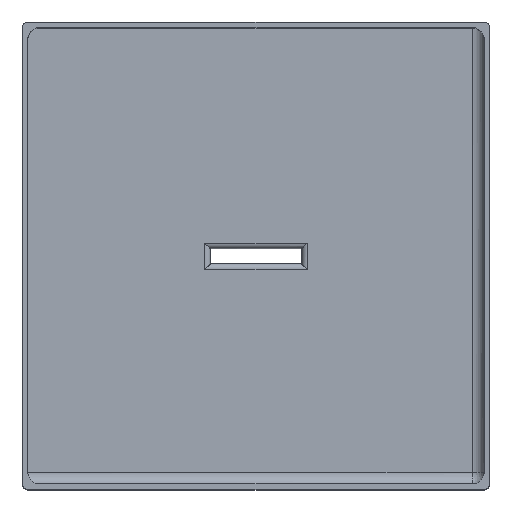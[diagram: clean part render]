
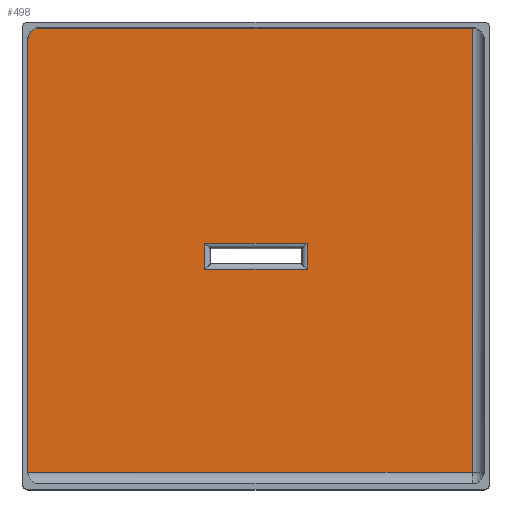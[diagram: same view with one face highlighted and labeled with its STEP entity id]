
A CAD part, top view. The second image highlights one B-rep face of the part: STEP entity #498.
In plain terms, the highlighted planar face has unit normal (0, 0, 1).
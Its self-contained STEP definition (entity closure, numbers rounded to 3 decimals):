
#16=FACE_BOUND('',#85,.T.);
#19=CIRCLE('',#539,4.);
#35=PLANE('',#538);
#54=FACE_OUTER_BOUND('',#84,.T.);
#84=EDGE_LOOP('',(#360,#361,#362,#363,#364));
#85=EDGE_LOOP('',(#365,#366,#367,#368));
#117=LINE('',#767,#163);
#118=LINE('',#771,#164);
#119=LINE('',#775,#165);
#120=LINE('',#778,#166);
#121=LINE('',#784,#167);
#122=LINE('',#786,#168);
#123=LINE('',#788,#169);
#124=LINE('',#789,#170);
#163=VECTOR('',#608,8.6);
#164=VECTOR('',#613,33.6);
#165=VECTOR('',#618,8.6);
#166=VECTOR('',#623,33.6);
#167=VECTOR('',#628,142.);
#168=VECTOR('',#629,146.);
#169=VECTOR('',#630,146.);
#170=VECTOR('',#631,142.);
#219=VERTEX_POINT('',#764);
#220=VERTEX_POINT('',#766);
#221=VERTEX_POINT('',#770);
#222=VERTEX_POINT('',#774);
#223=VERTEX_POINT('',#780);
#224=VERTEX_POINT('',#781);
#225=VERTEX_POINT('',#783);
#226=VERTEX_POINT('',#785);
#227=VERTEX_POINT('',#787);
#269=EDGE_CURVE('',#219,#220,#117,.T.);
#271=EDGE_CURVE('',#221,#219,#118,.T.);
#273=EDGE_CURVE('',#222,#221,#119,.T.);
#275=EDGE_CURVE('',#220,#222,#120,.T.);
#276=EDGE_CURVE('',#223,#224,#19,.T.);
#277=EDGE_CURVE('',#224,#225,#121,.T.);
#278=EDGE_CURVE('',#226,#225,#122,.T.);
#279=EDGE_CURVE('',#227,#226,#123,.T.);
#280=EDGE_CURVE('',#227,#223,#124,.T.);
#360=ORIENTED_EDGE('',*,*,#276,.T.);
#361=ORIENTED_EDGE('',*,*,#277,.T.);
#362=ORIENTED_EDGE('',*,*,#278,.F.);
#363=ORIENTED_EDGE('',*,*,#279,.F.);
#364=ORIENTED_EDGE('',*,*,#280,.T.);
#365=ORIENTED_EDGE('',*,*,#269,.F.);
#366=ORIENTED_EDGE('',*,*,#271,.F.);
#367=ORIENTED_EDGE('',*,*,#273,.F.);
#368=ORIENTED_EDGE('',*,*,#275,.F.);
#498=ADVANCED_FACE('',(#54,#16),#35,.T.);
#538=AXIS2_PLACEMENT_3D('',#779,#624,#625);
#539=AXIS2_PLACEMENT_3D('',#782,#626,#627);
#608=DIRECTION('',(0.,1.,0.));
#613=DIRECTION('',(1.,0.,0.));
#618=DIRECTION('',(0.,-1.,0.));
#623=DIRECTION('',(-1.,0.,0.));
#624=DIRECTION('center_axis',(0.,0.,1.));
#625=DIRECTION('ref_axis',(1.,0.,0.));
#626=DIRECTION('center_axis',(0.,0.,1.));
#627=DIRECTION('ref_axis',(-0.707,0.707,0.));
#628=DIRECTION('',(0.,-1.,0.));
#629=DIRECTION('',(-1.,0.,0.));
#630=DIRECTION('',(0.,-1.,0.));
#631=DIRECTION('',(-1.,0.,0.));
#764=CARTESIAN_POINT('',(16.8,-4.3,0.));
#766=CARTESIAN_POINT('',(16.8,4.3,0.));
#767=CARTESIAN_POINT('',(16.8,-1.25,0.));
#770=CARTESIAN_POINT('',(-16.8,-4.3,0.));
#771=CARTESIAN_POINT('',(-7.5,-4.3,0.));
#774=CARTESIAN_POINT('',(-16.8,4.3,0.));
#775=CARTESIAN_POINT('',(-16.8,1.25,0.));
#778=CARTESIAN_POINT('',(7.5,4.3,0.));
#779=CARTESIAN_POINT('Origin',(0.,0.,0.));
#780=CARTESIAN_POINT('',(-71.,75.,0.));
#781=CARTESIAN_POINT('',(-75.,71.,0.));
#782=CARTESIAN_POINT('Origin',(-71.,71.,0.));
#783=CARTESIAN_POINT('',(-75.,-71.,0.));
#784=CARTESIAN_POINT('',(-75.,37.5,0.));
#785=CARTESIAN_POINT('',(71.,-71.,0.));
#786=CARTESIAN_POINT('',(-37.5,-71.,0.));
#787=CARTESIAN_POINT('',(71.,75.,0.));
#788=CARTESIAN_POINT('',(71.,-37.5,0.));
#789=CARTESIAN_POINT('',(37.5,75.,0.));
